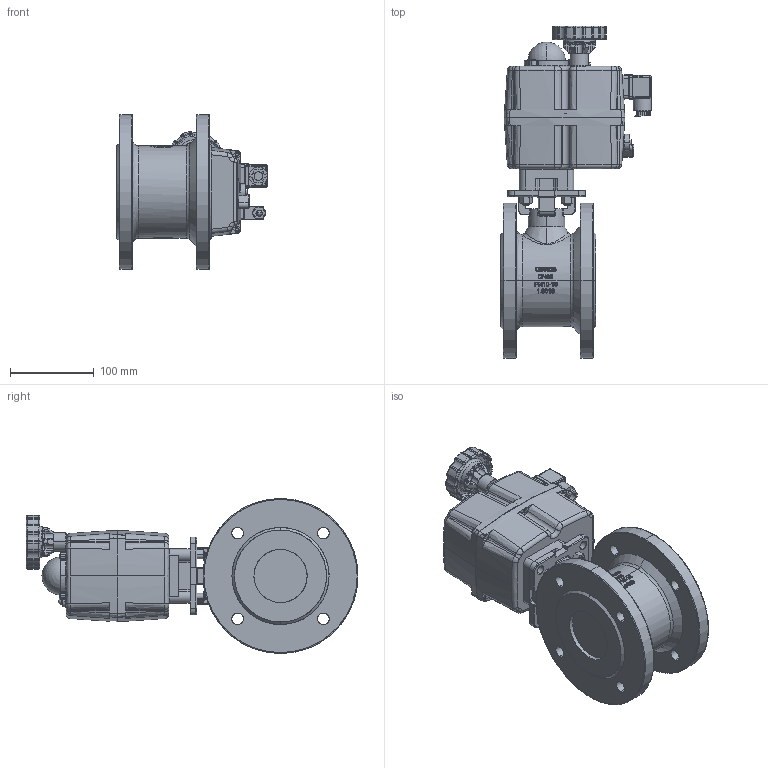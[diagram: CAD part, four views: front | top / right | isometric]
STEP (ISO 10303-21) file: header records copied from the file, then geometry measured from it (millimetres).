
FILE_DESCRIPTION (( 'STEP AP214' ), '1' );
FILE_NAME ('EK06_DN65 (EK06000009).STEP', '2022-05-12T06:59:42', ( '' ), ( '' ), 'SwSTEP 2.0', 'SolidWorks 2021', '' );
FILE_SCHEMA (( 'AUTOMOTIVE_DESIGN' ));
Length unit declared in the file: metre
Products named in the file (1): EK06_DN65 (EK06000009)
Bounding box: 180.3 x 396.5 x 185 mm (x, y, z)
Surface area: 283756.1 mm2 (no closed solid volume)
Topology: 0 solids, 267 shells, 1435 faces, 5601 edges, 4294 vertices
Faces by surface type: cylinder 509, plane 354, torus 290, bspline 179, cone 90, sphere 13
Entity records: 122356 total; most frequent: CARTESIAN_POINT 63108, DIRECTION 8563, ORIENTED_EDGE 7963, EDGE_CURVE 5557, VERTEX_POINT 4293, AXIS2_PLACEMENT_3D 3366, CIRCLE 2109, VECTOR 1831
